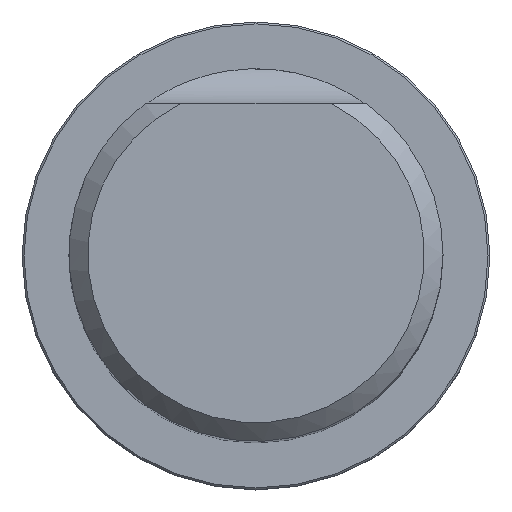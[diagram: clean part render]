
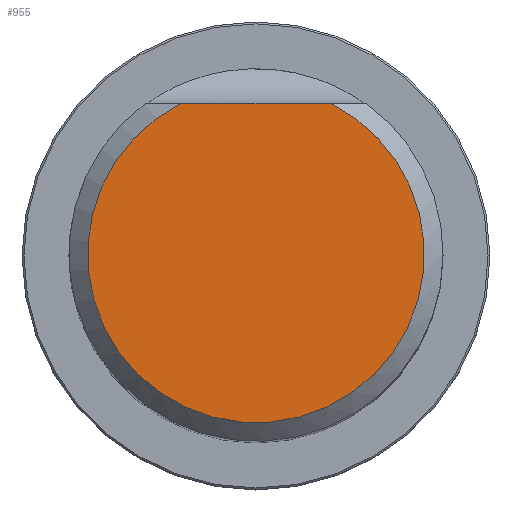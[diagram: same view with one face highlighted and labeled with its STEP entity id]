
A CAD part, top view. The second image highlights one B-rep face of the part: STEP entity #955.
In plain terms, the highlighted planar face has unit normal (0, 0, 1).
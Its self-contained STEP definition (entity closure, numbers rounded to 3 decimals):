
#287=PLANE('',#4955);
#429=LINE('',#7191,#668);
#668=VECTOR('',#5567,1.);
#955=ADVANCED_FACE('CU_SU_1',(#1287),#287,.T.);
#1287=FACE_OUTER_BOUND('',#1524,.T.);
#1524=EDGE_LOOP('',(#2238,#2239));
#1947=CIRCLE('',#4954,8.997);
#2238=ORIENTED_EDGE('',*,*,#3995,.F.);
#2239=ORIENTED_EDGE('',*,*,#3996,.F.);
#3514=VERTEX_POINT('',#7189);
#3515=VERTEX_POINT('',#7190);
#3995=EDGE_CURVE('',#3514,#3515,#1947,.T.);
#3996=EDGE_CURVE('',#3515,#3514,#429,.T.);
#4954=AXIS2_PLACEMENT_3D('',#7188,#5565,#5566);
#4955=AXIS2_PLACEMENT_3D('',#7192,#5568,#5569);
#5565=DIRECTION('',(0.,0.,-1.));
#5566=DIRECTION('',(1.,0.,0.));
#5567=DIRECTION('',(1.,0.,0.));
#5568=DIRECTION('',(0.,0.,1.));
#5569=DIRECTION('',(1.,0.,0.));
#7188=CARTESIAN_POINT('',(0.,0.,50.));
#7189=CARTESIAN_POINT('',(4.011,8.053,50.));
#7190=CARTESIAN_POINT('',(-4.011,8.053,50.));
#7191=CARTESIAN_POINT('',(-50.,8.053,50.));
#7192=CARTESIAN_POINT('',(0.,0.,50.));
